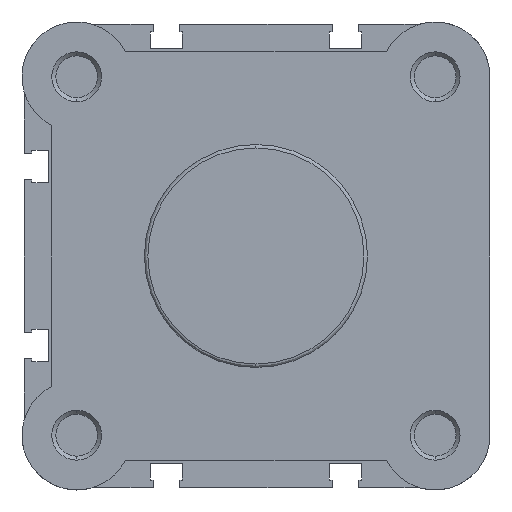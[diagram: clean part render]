
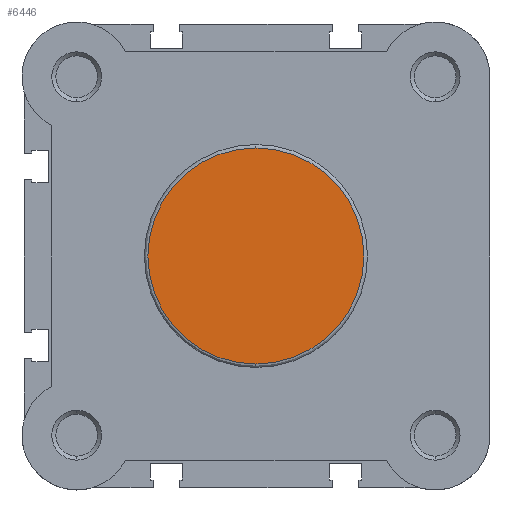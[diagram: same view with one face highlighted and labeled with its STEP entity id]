
A CAD part, left-side view. The second image highlights one B-rep face of the part: STEP entity #6446.
In plain terms, the highlighted planar face has unit normal (-1, 0, 0).
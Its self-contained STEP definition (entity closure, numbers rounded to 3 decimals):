
#290 = CARTESIAN_POINT ( 'NONE',  ( 0., 0., -21.7 ) ) ;
#363 = CARTESIAN_POINT ( 'NONE',  ( 0., 0., 21.7 ) ) ;
#954 = CARTESIAN_POINT ( 'NONE',  ( 0., 0., 0. ) ) ;
#960 = DIRECTION ( 'NONE',  ( -1., 0., 0. ) ) ;
#961 = DIRECTION ( 'NONE',  ( 0., 0., -1. ) ) ;
#1121 = CARTESIAN_POINT ( 'NONE',  ( 0., 0., 0. ) ) ;
#1123 = DIRECTION ( 'NONE',  ( -1., 0., 0. ) ) ;
#1124 = DIRECTION ( 'NONE',  ( 0., 0., -1. ) ) ;
#1334 = VERTEX_POINT ( 'NONE', #290 ) ;
#1407 = VERTEX_POINT ( 'NONE', #363 ) ;
#1761 = AXIS2_PLACEMENT_3D ( 'NONE', #954, #960, #961 ) ;
#1779 = AXIS2_PLACEMENT_3D ( 'NONE', #1121, #1123, #1124 ) ;
#2078 = AXIS2_PLACEMENT_3D ( 'NONE', #6025, #6028, #6029 ) ;
#2239 = EDGE_CURVE ( 'NONE', #1407, #1334, #4014, .T. ) ;
#2311 = EDGE_CURVE ( 'NONE', #1334, #1407, #4141, .T. ) ;
#3029 = ORIENTED_EDGE ( 'NONE', *, *, #2239, .T. ) ;
#3030 = ORIENTED_EDGE ( 'NONE', *, *, #2311, .T. ) ;
#3672 = EDGE_LOOP ( 'NONE', ( #3030, #3029 ) ) ;
#4014 = CIRCLE ( 'NONE', #1761, 21.7 ) ;
#4141 = CIRCLE ( 'NONE', #1779, 21.7 ) ;
#4768 = FACE_OUTER_BOUND ( 'NONE', #3672, .T. ) ;
#6025 = CARTESIAN_POINT ( 'NONE',  ( 0., 22.4, 0. ) ) ;
#6026 = PLANE ( 'NONE',  #2078 ) ;
#6028 = DIRECTION ( 'NONE',  ( 1., 0., 0. ) ) ;
#6029 = DIRECTION ( 'NONE',  ( 0., 0., -1. ) ) ;
#6446 = ADVANCED_FACE ( 'NONE', ( #4768 ), #6026, .F. ) ;
